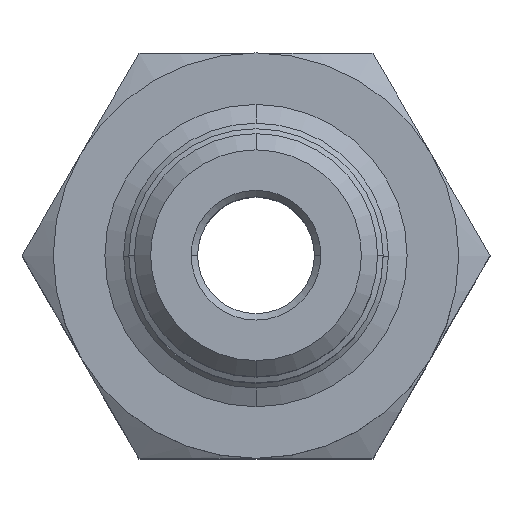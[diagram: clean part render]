
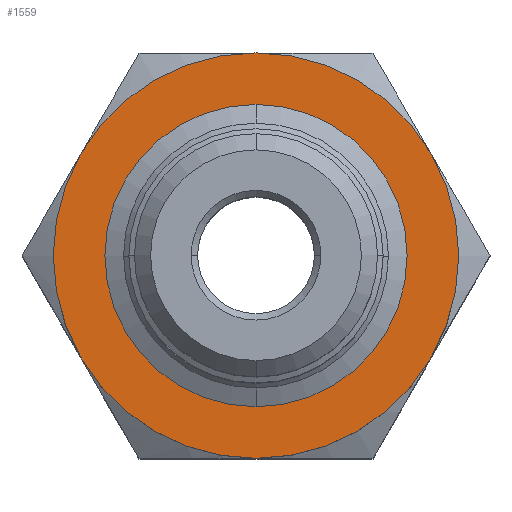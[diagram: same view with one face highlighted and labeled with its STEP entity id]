
A CAD part, top view. The second image highlights one B-rep face of the part: STEP entity #1559.
In plain terms, the highlighted planar face has unit normal (0, 0, 1).
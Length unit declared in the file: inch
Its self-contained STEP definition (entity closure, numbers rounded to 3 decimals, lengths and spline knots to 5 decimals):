
#1492=CARTESIAN_POINT('',(0.,0.,0.78074));
#1493=DIRECTION('',(0.,0.,1.));
#1494=DIRECTION('',(0.,-1.,0.));
#1495=AXIS2_PLACEMENT_3D('',#1492,#1493,#1494);
#1497=CARTESIAN_POINT('',(0.,0.,0.78074));
#1498=DIRECTION('',(0.,0.,1.));
#1499=DIRECTION('',(0.,1.,0.));
#1500=AXIS2_PLACEMENT_3D('',#1497,#1498,#1499);
#1506=CARTESIAN_POINT('',(0.,0.,0.78074));
#1507=DIRECTION('',(0.,0.,1.));
#1508=DIRECTION('',(0.,1.,0.));
#1509=AXIS2_PLACEMENT_3D('',#1506,#1507,#1508);
#1525=CARTESIAN_POINT('',(0.,0.,0.78074));
#1526=DIRECTION('',(0.,0.,-1.));
#1527=DIRECTION('',(0.,1.,0.));
#1528=AXIS2_PLACEMENT_3D('',#1525,#1526,#1527);
#1530=CARTESIAN_POINT('',(0.,0.3126,0.78074));
#1532=VERTEX_POINT('',#1530);
#1534=CARTESIAN_POINT('',(0.,-0.3126,0.78074));
#1536=VERTEX_POINT('',#1534);
#1538=CARTESIAN_POINT('',(0.,0.23307,0.78074));
#1539=CARTESIAN_POINT('',(0.,-0.23307,0.78074));
#1540=VERTEX_POINT('',#1538);
#1541=VERTEX_POINT('',#1539);
#1542=CARTESIAN_POINT('',(0.,0.,0.78074));
#1543=DIRECTION('',(0.,0.,-1.));
#1544=DIRECTION('',(0.,1.,0.));
#1545=AXIS2_PLACEMENT_3D('',#1542,#1543,#1544);
#1546=PLANE('',#1545);
#1548=ORIENTED_EDGE('',*,*,#1547,.F.);
#1550=ORIENTED_EDGE('',*,*,#1549,.T.);
#1551=EDGE_LOOP('',(#1548,#1550));
#1552=FACE_OUTER_BOUND('',#1551,.F.);
#1554=ORIENTED_EDGE('',*,*,#1553,.T.);
#1556=ORIENTED_EDGE('',*,*,#1555,.T.);
#1557=EDGE_LOOP('',(#1554,#1556));
#1558=FACE_BOUND('',#1557,.F.);
#1496=CIRCLE('',#1495,0.23307);
#1501=CIRCLE('',#1500,0.23307);
#1510=CIRCLE('',#1509,0.3126);
#1529=CIRCLE('',#1528,0.3126);
#1547=EDGE_CURVE('',#1532,#1536,#1510,.T.);
#1549=EDGE_CURVE('',#1532,#1536,#1529,.T.);
#1553=EDGE_CURVE('',#1541,#1540,#1496,.T.);
#1555=EDGE_CURVE('',#1540,#1541,#1501,.T.);
#1559=ADVANCED_FACE('',(#1552,#1558),#1546,.F.);
